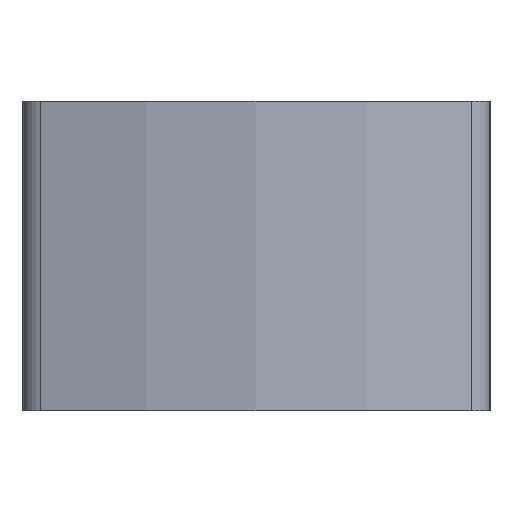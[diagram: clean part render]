
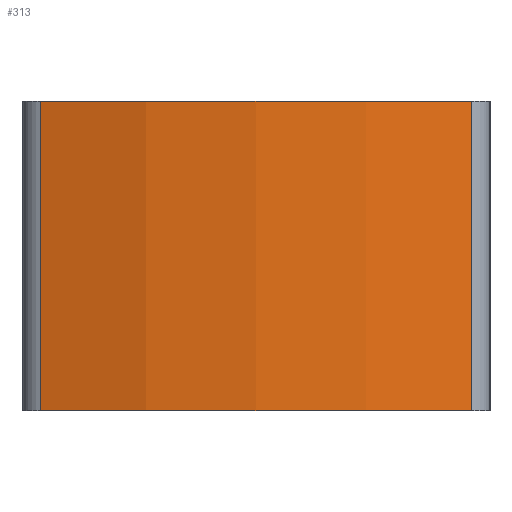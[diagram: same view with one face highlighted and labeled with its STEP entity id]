
A CAD part, left-side view. The second image highlights one B-rep face of the part: STEP entity #313.
In plain terms, the highlighted cylindrical face has radius 92.5 mm (diameter 185 mm), a partial arc.
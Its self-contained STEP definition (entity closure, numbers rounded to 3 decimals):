
#130=EDGE_CURVE('240[2]',#391,#387,#392,.T.);
#220=EDGE_CURVE('240[2]',#391,#469,#543,.T.);
#261=EDGE_CURVE('240[2]',#521,#387,#606,.T.);
#313=ADVANCED_FACE('240[2]',(#677),#678,.T.);
#346=EDGE_CURVE('240[2]',#469,#521,#719,.T.);
#387=VERTEX_POINT('',#759);
#391=VERTEX_POINT('',#764);
#392=CIRCLE('',#765,92.5);
#469=VERTEX_POINT('',#864);
#521=VERTEX_POINT('',#925);
#543=LINE('',#953,#954);
#606=LINE('',#1033,#1034);
#677=FACE_OUTER_BOUND('',#1129,.T.);
#678=CYLINDRICAL_SURFACE('',#1130,92.5);
#719=CIRCLE('',#1190,92.5);
#759=CARTESIAN_POINT('',(-262.023,-31.356,0.0));
#764=CARTESIAN_POINT('',(-262.023,31.356,0.0));
#765=AXIS2_PLACEMENT_3D('',#1233,#1234,#1235);
#864=CARTESIAN_POINT('',(-262.023,31.356,45.0));
#925=CARTESIAN_POINT('',(-262.023,-31.356,45.0));
#953=CARTESIAN_POINT('',(-262.023,31.356,0.0));
#954=VECTOR('',#1412,45.0);
#1033=CARTESIAN_POINT('',(-262.023,-31.356,0.0));
#1034=VECTOR('',#1489,45.0);
#1129=EDGE_LOOP('',(#1572,#1573,#1574,#1575));
#1130=AXIS2_PLACEMENT_3D('',#1576,#1577,#1578);
#1190=AXIS2_PLACEMENT_3D('',#1614,#1615,#1616);
#1233=CARTESIAN_POINT('',(-175.0,0.,0.0));
#1234=DIRECTION('',(0.0,0.0,1.0));
#1235=DIRECTION('',(-0.93,0.368,0.0));
#1412=DIRECTION('',(0.0,0.0,1.0));
#1489=DIRECTION('',(0.0,0.0,-1.0));
#1572=ORIENTED_EDGE('',*,*,#220,.F.);
#1573=ORIENTED_EDGE('',*,*,#130,.T.);
#1574=ORIENTED_EDGE('',*,*,#261,.F.);
#1575=ORIENTED_EDGE('',*,*,#346,.F.);
#1576=CARTESIAN_POINT('',(-175.0,0.,0.0));
#1577=DIRECTION('',(0.0,0.0,1.0));
#1578=DIRECTION('',(-0.93,0.368,0.0));
#1614=CARTESIAN_POINT('',(-175.0,0.,45.0));
#1615=DIRECTION('',(0.0,0.0,1.0));
#1616=DIRECTION('',(-0.93,0.368,0.0));
